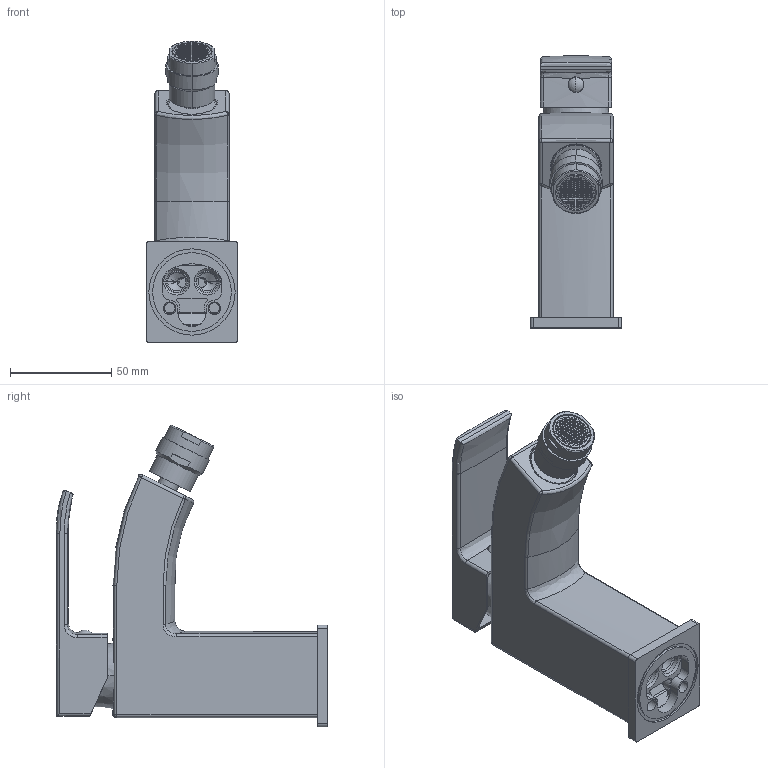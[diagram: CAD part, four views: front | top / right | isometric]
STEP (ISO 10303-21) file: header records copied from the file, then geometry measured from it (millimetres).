
FILE_DESCRIPTION((''),'2;1');
FILE_NAME('LES131CR','2021-11-02T14:59:53',('ut3'),('PAFFONI SpA'),'CREO PARAMETRIC BY PTC INC, 2020044','CREO PARAMETRIC BY PTC INC, 2020044','');
FILE_SCHEMA(('CONFIG_CONTROL_DESIGN','SHAPE_APPEARANCE_LAYERS_GROUPS'));
Products named in the file (1): LES131CR
Bounding box: 45 x 133.98 x 148.55 mm (x, y, z)
Volume: 173496.5 mm3; surface area: 88878.8 mm2
Topology: 2 solids, 2 shells, 2407 faces, 6901 edges, 4424 vertices
Faces by surface type: plane 1675, cylinder 377, bspline 109, torus 96, cone 78, sphere 72
Entity records: 97938 total; most frequent: CARTESIAN_POINT 26545, ORIENTED_EDGE 13668, DIRECTION 12797, EDGE_CURVE 6834, VERTEX_POINT 4424, VECTOR 4293, LINE 4293, AXIS2_PLACEMENT_3D 4252
